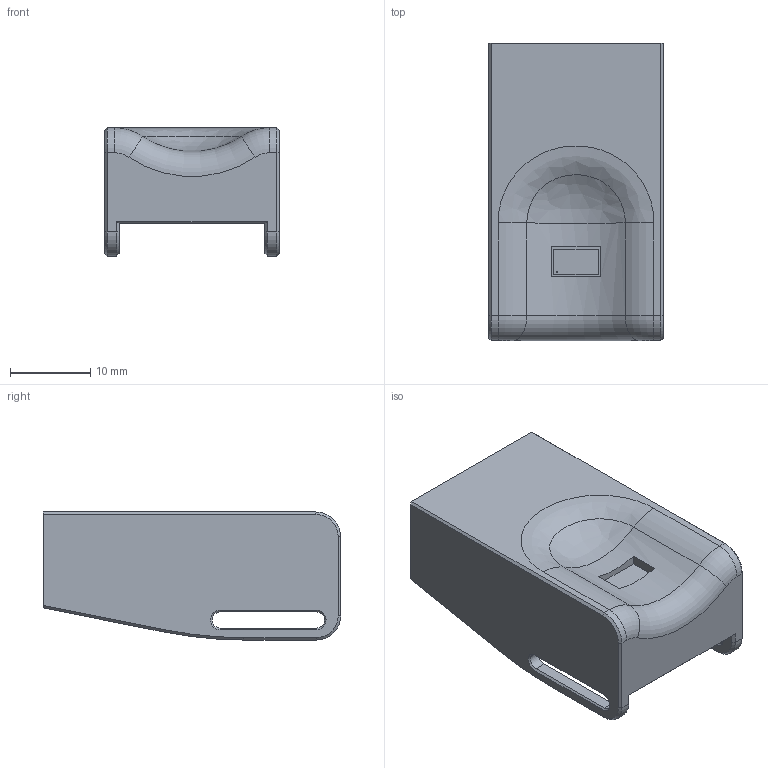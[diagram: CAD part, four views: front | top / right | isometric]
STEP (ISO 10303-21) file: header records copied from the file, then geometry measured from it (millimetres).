
FILE_DESCRIPTION(/* description */ (''),/* implementation_level */ '2;1');
FILE_NAME(/* name */ 'OX_I2C_BOX v8.step',/* time_stamp */ '2020-04-18T22:11:48+02:00',/* author */ (''),/* organization */ (''),/* preprocessor_version */ 'ST-DEVELOPER v18.1',/* originating_system */ 'Autodesk Translation Framework v9.2.0.1227',/* authorisation */ '');
FILE_SCHEMA (('AUTOMOTIVE_DESIGN { 1 0 10303 214 3 1 1 }'));
Length unit declared in the file: millimetre
Products named in the file (14): OX_I2C_BOX; ADAPT_MAXREFDES117; PCB Component; Board; MAXREFDES117; BOARD_1; 21-1048F_F143A51 v1; PIN_HEADER; LEDFAB1206; R1206FAB; 2X3-NS; P82B715D; BOX; COUVERCLE
Assembly tree (26 placements, depth 5):
  OX_I2C_BOX
    ADAPT_MAXREFDES117
      PCB Component
        Board
        R1206FAB  x6
        MAXREFDES117
          BOARD_1
          21-1048F_F143A51 v1
          PIN_HEADER  x8
        LEDFAB1206  x2
        2X3-NS
        P82B715D
    BOX
    COUVERCLE
Bounding box: 21.76 x 37 x 15.95 mm (x, y, z)
Volume: 6639.9 mm3; surface area: 7918.2 mm2
Topology: 38 solids, 38 shells, 1012 faces, 2370 edges, 1467 vertices
Faces by surface type: plane 594, cylinder 291, sphere 96, cone 26, torus 3, bspline 2
Full cylindrical faces by diameter (mm): 0.152 x1, 0.8 x16, 1.016 x6, 2.5 x2, 3.1 x2, 3.2 x2
Entity records: 14079 total; most frequent: CARTESIAN_POINT 2406, DIRECTION 2319, ORIENTED_EDGE 2172, EDGE_CURVE 1086, LINE 805, VECTOR 805, AXIS2_PLACEMENT_3D 757, VERTEX_POINT 691
